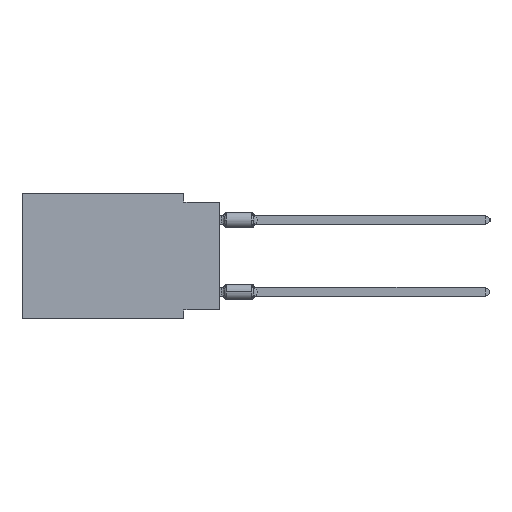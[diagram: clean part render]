
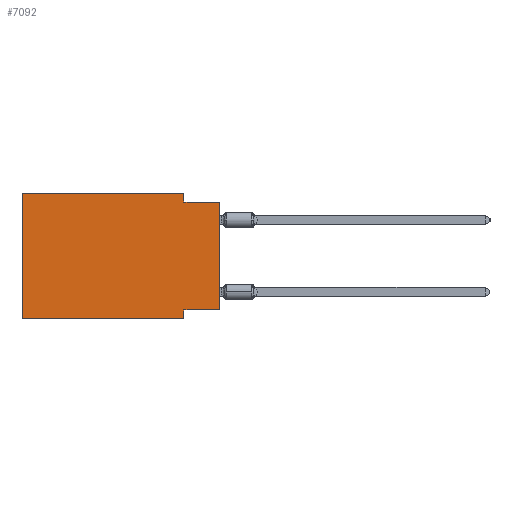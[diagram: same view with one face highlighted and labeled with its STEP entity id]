
A CAD part, left-side view. The second image highlights one B-rep face of the part: STEP entity #7092.
In plain terms, the highlighted planar face has unit normal (-1, 0, 0).
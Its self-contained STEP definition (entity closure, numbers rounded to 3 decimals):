
#108 = LINE ( 'NONE', #7587, #3662 ) ;
#324 = LINE ( 'NONE', #5673, #15361 ) ;
#600 = EDGE_CURVE ( 'NONE', #17589, #33520, #12615, .T. ) ;
#601 = DIRECTION ( 'NONE',  ( 0., 0., -1. ) ) ;
#606 = LINE ( 'NONE', #8782, #4947 ) ;
#627 = VERTEX_POINT ( 'NONE', #29448 ) ;
#760 = ORIENTED_EDGE ( 'NONE', *, *, #9376, .F. ) ;
#1581 = VERTEX_POINT ( 'NONE', #12132 ) ;
#1658 = LINE ( 'NONE', #4156, #21169 ) ;
#3662 = VECTOR ( 'NONE', #18627, 1000. ) ;
#3946 = VECTOR ( 'NONE', #8812, 1000. ) ;
#4069 = EDGE_CURVE ( 'NONE', #25697, #30536, #324, .T. ) ;
#4156 = CARTESIAN_POINT ( 'NONE',  ( 0., 0., -0.635 ) ) ;
#4947 = VECTOR ( 'NONE', #16605, 1000. ) ;
#5543 = VERTEX_POINT ( 'NONE', #22745 ) ;
#5673 = CARTESIAN_POINT ( 'NONE',  ( 0., 13.97, 0. ) ) ;
#5755 = LINE ( 'NONE', #6288, #7397 ) ;
#6288 = CARTESIAN_POINT ( 'NONE',  ( 0., 13.97, 0. ) ) ;
#6395 = DIRECTION ( 'NONE',  ( 0., 1., 0. ) ) ;
#7092 = ADVANCED_FACE ( 'NONE', ( #11459 ), #25135, .F. ) ;
#7165 = EDGE_CURVE ( 'NONE', #627, #5543, #1658, .T. ) ;
#7397 = VECTOR ( 'NONE', #19610, 1000. ) ;
#7587 = CARTESIAN_POINT ( 'NONE',  ( 0., 2.54, -8.89 ) ) ;
#8782 = CARTESIAN_POINT ( 'NONE',  ( 0., 0., 0. ) ) ;
#8812 = DIRECTION ( 'NONE',  ( 0., -1., 0. ) ) ;
#9348 = CARTESIAN_POINT ( 'NONE',  ( 0., 0., -8.255 ) ) ;
#9376 = EDGE_CURVE ( 'NONE', #33520, #1581, #108, .T. ) ;
#10836 = DIRECTION ( 'NONE',  ( 0., -1., 0. ) ) ;
#11459 = FACE_OUTER_BOUND ( 'NONE', #28429, .T. ) ;
#12132 = CARTESIAN_POINT ( 'NONE',  ( 0., 2.54, -8.89 ) ) ;
#12200 = CARTESIAN_POINT ( 'NONE',  ( 0., 2.54, 0. ) ) ;
#12363 = VECTOR ( 'NONE', #22851, 1000. ) ;
#12615 = LINE ( 'NONE', #20777, #26564 ) ;
#14985 = VERTEX_POINT ( 'NONE', #26035 ) ;
#15030 = EDGE_CURVE ( 'NONE', #30536, #627, #25510, .T. ) ;
#15361 = VECTOR ( 'NONE', #10836, 1000. ) ;
#15838 = ORIENTED_EDGE ( 'NONE', *, *, #15030, .F. ) ;
#15871 = ORIENTED_EDGE ( 'NONE', *, *, #33510, .T. ) ;
#16605 = DIRECTION ( 'NONE',  ( 0., 0., 1. ) ) ;
#17589 = VERTEX_POINT ( 'NONE', #9348 ) ;
#18627 = DIRECTION ( 'NONE',  ( 0., 0., -1. ) ) ;
#19610 = DIRECTION ( 'NONE',  ( 0., 0., 1. ) ) ;
#19839 = CARTESIAN_POINT ( 'NONE',  ( 0., 13.97, -8.89 ) ) ;
#20323 = EDGE_CURVE ( 'NONE', #14985, #25697, #5755, .T. ) ;
#20777 = CARTESIAN_POINT ( 'NONE',  ( 0., 0., -8.255 ) ) ;
#21169 = VECTOR ( 'NONE', #34311, 1000. ) ;
#21385 = ORIENTED_EDGE ( 'NONE', *, *, #600, .F. ) ;
#22745 = CARTESIAN_POINT ( 'NONE',  ( 0., 0., -0.635 ) ) ;
#22830 = CARTESIAN_POINT ( 'NONE',  ( 0., 13.97, 0. ) ) ;
#22851 = DIRECTION ( 'NONE',  ( 0., 0., -1. ) ) ;
#23575 = CARTESIAN_POINT ( 'NONE',  ( 0., 2.54, 0. ) ) ;
#24021 = AXIS2_PLACEMENT_3D ( 'NONE', #22830, #30974, #601 ) ;
#25102 = ORIENTED_EDGE ( 'NONE', *, *, #20323, .F. ) ;
#25135 = PLANE ( 'NONE',  #24021 ) ;
#25510 = LINE ( 'NONE', #12200, #12363 ) ;
#25564 = EDGE_CURVE ( 'NONE', #17589, #5543, #606, .T. ) ;
#25697 = VERTEX_POINT ( 'NONE', #30624 ) ;
#26035 = CARTESIAN_POINT ( 'NONE',  ( 0., 13.97, -8.89 ) ) ;
#26564 = VECTOR ( 'NONE', #6395, 1000. ) ;
#28429 = EDGE_LOOP ( 'NONE', ( #34147, #34244, #15838, #31295, #25102, #15871, #760, #21385 ) ) ;
#29448 = CARTESIAN_POINT ( 'NONE',  ( 0., 2.54, -0.635 ) ) ;
#30466 = CARTESIAN_POINT ( 'NONE',  ( 0., 2.54, -8.255 ) ) ;
#30536 = VERTEX_POINT ( 'NONE', #23575 ) ;
#30624 = CARTESIAN_POINT ( 'NONE',  ( 0., 13.97, 0. ) ) ;
#30974 = DIRECTION ( 'NONE',  ( 1., 0., 0. ) ) ;
#31295 = ORIENTED_EDGE ( 'NONE', *, *, #4069, .F. ) ;
#33129 = LINE ( 'NONE', #19839, #3946 ) ;
#33510 = EDGE_CURVE ( 'NONE', #14985, #1581, #33129, .T. ) ;
#33520 = VERTEX_POINT ( 'NONE', #30466 ) ;
#34147 = ORIENTED_EDGE ( 'NONE', *, *, #25564, .T. ) ;
#34244 = ORIENTED_EDGE ( 'NONE', *, *, #7165, .F. ) ;
#34311 = DIRECTION ( 'NONE',  ( 0., -1., 0. ) ) ;
